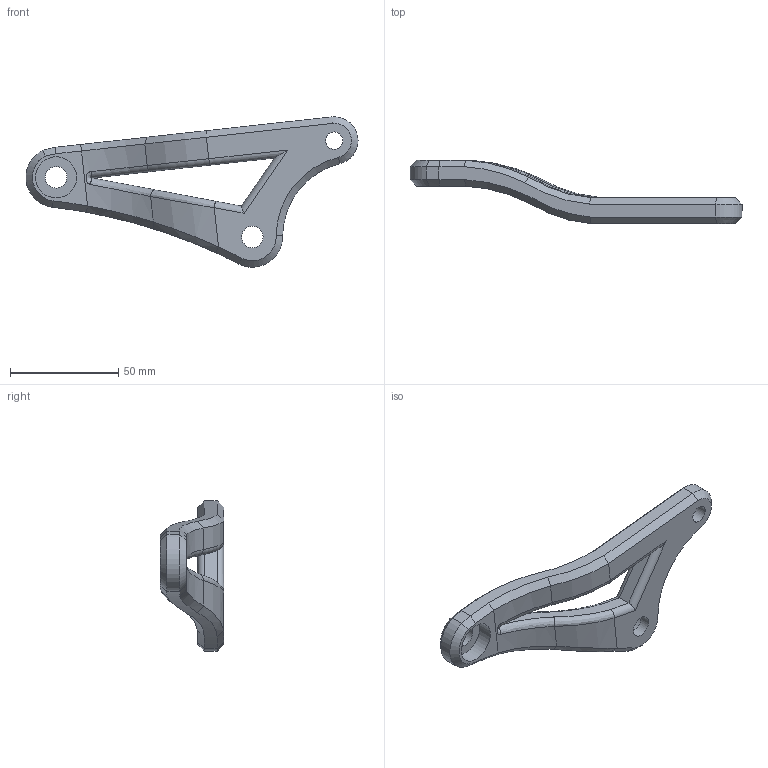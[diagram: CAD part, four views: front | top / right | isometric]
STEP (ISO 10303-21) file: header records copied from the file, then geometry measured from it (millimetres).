
FILE_DESCRIPTION(('FreeCAD Model'),'2;1');
FILE_NAME('Bielette gauche.step', '2020-09-14T12:26:01',('Author'),(''), 'Open CASCADE STEP processor 7.3','FreeCAD','Unknown');
FILE_SCHEMA(('AUTOMOTIVE_DESIGN { 1 0 10303 214 1 1 1 1 }'));
Length unit declared in the file: millimetre
Products named in the file (1): Bielette_OK
Bounding box: 153.65 x 29.34 x 69.55 mm (x, y, z)
Volume: 53642.2 mm3; surface area: 16613 mm2
Topology: 1 solids, 1 shells, 71 faces, 165 edges, 96 vertices
Faces by surface type: cylinder 23, cone 16, plane 16, bspline 12, torus 4
Full cylindrical faces by diameter (mm): 8 x1, 10 x2, 13 x1, 19 x2
Entity records: 6880 total; most frequent: CARTESIAN_POINT 3711, DIRECTION 549, ORIENTED_EDGE 328, PCURVE 328, DEFINITIONAL_REPRESENTATION 328, LINE 293, VECTOR 293, EDGE_CURVE 164
